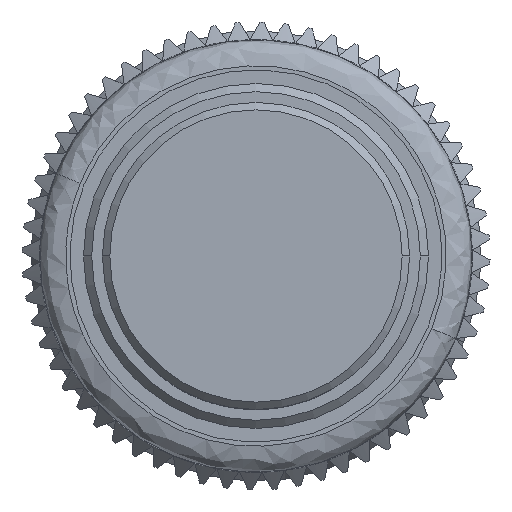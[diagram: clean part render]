
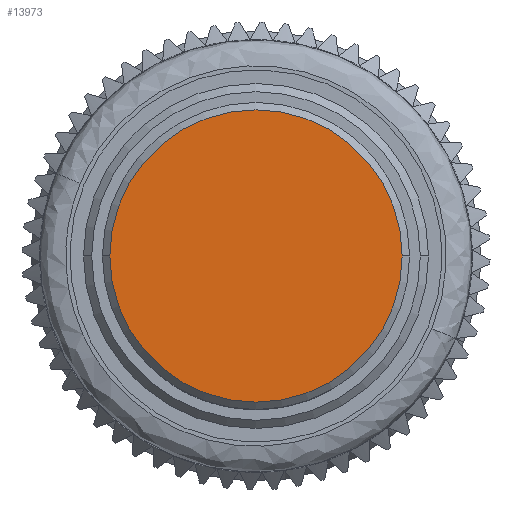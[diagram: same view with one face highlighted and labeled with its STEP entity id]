
A CAD part, left-side view. The second image highlights one B-rep face of the part: STEP entity #13973.
In plain terms, the highlighted planar face has unit normal (-1, 0, 0).
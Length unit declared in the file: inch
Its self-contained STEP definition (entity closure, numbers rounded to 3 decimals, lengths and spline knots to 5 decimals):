
#102 = ORIENTED_EDGE ( 'NONE', *, *, #2191, .T. ) ;
#692 = CIRCLE ( 'NONE', #1528, 0.178 ) ;
#1528 = AXIS2_PLACEMENT_3D ( 'NONE', #17141, #14476, #2171 ) ;
#2171 = DIRECTION ( 'NONE',  ( 0., 0., -1. ) ) ;
#2191 = EDGE_CURVE ( 'NONE', #12210, #11000, #692, .T. ) ;
#4458 = AXIS2_PLACEMENT_3D ( 'NONE', #15407, #15506, #8787 ) ;
#4583 = CARTESIAN_POINT ( 'NONE',  ( -0.10445, 0.178, 0. ) ) ;
#4752 = FACE_OUTER_BOUND ( 'NONE', #13064, .T. ) ;
#4843 = DIRECTION ( 'NONE',  ( -1., 0., 0. ) ) ;
#5092 = CARTESIAN_POINT ( 'NONE',  ( -0.10445, 0., 0. ) ) ;
#6246 = PLANE ( 'NONE',  #4458 ) ;
#7873 = CIRCLE ( 'NONE', #9280, 0.178 ) ;
#8787 = DIRECTION ( 'NONE',  ( 0., 0., -1. ) ) ;
#8969 = DIRECTION ( 'NONE',  ( 0., 0., -1. ) ) ;
#9280 = AXIS2_PLACEMENT_3D ( 'NONE', #5092, #4843, #8969 ) ;
#10922 = CARTESIAN_POINT ( 'NONE',  ( -0.10445, -0.178, 0. ) ) ;
#11000 = VERTEX_POINT ( 'NONE', #4583 ) ;
#12210 = VERTEX_POINT ( 'NONE', #10922 ) ;
#13064 = EDGE_LOOP ( 'NONE', ( #15780, #102 ) ) ;
#13973 = ADVANCED_FACE ( 'NONE', ( #4752 ), #6246, .F. ) ;
#14476 = DIRECTION ( 'NONE',  ( -1., 0., 0. ) ) ;
#15134 = EDGE_CURVE ( 'NONE', #11000, #12210, #7873, .T. ) ;
#15407 = CARTESIAN_POINT ( 'NONE',  ( -0.10445, 0., 0. ) ) ;
#15506 = DIRECTION ( 'NONE',  ( 1., 0., 0. ) ) ;
#15780 = ORIENTED_EDGE ( 'NONE', *, *, #15134, .T. ) ;
#17141 = CARTESIAN_POINT ( 'NONE',  ( -0.10445, 0., 0. ) ) ;
